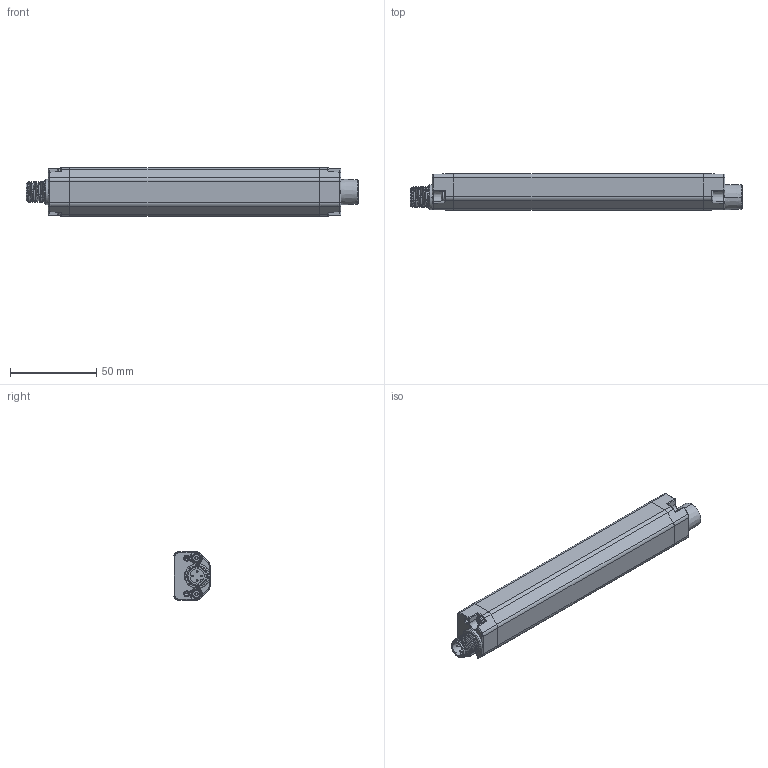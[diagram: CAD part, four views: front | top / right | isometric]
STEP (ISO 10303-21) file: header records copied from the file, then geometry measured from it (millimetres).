
FILE_DESCRIPTION((''),'2;1');
FILE_NAME('157886_SM01_ASM','2023-06-22T10:46:14',('banengservice'),('BANNER ENGINEERING'),'CREO PARAMETRIC BY PTC INC, 2022414','CREO PARAMETRIC BY PTC INC, 2022414','');
FILE_SCHEMA(('CONFIG_CONTROL_DESIGN'));
Length unit declared in the file: inch
Products named in the file (2): 157886_EP01; 157886_SM01_ASM
Assembly tree (1 placements, depth 2):
  157886_SM01_ASM
    157886_EP01
Bounding box: 193 x 20.99 x 28 mm (x, y, z)
Volume: 91292.2 mm3; surface area: 20038.5 mm2
Topology: 1 solids, 1 shells, 687 faces, 1783 edges, 1127 vertices
Faces by surface type: plane 276, cylinder 258, cone 75, bspline 37, torus 33, sphere 8
Entity records: 32523 total; most frequent: CARTESIAN_POINT 15561, DIRECTION 3600, ORIENTED_EDGE 3550, EDGE_CURVE 1775, AXIS2_PLACEMENT_3D 1342, VERTEX_POINT 1127, VECTOR 916, LINE 916
